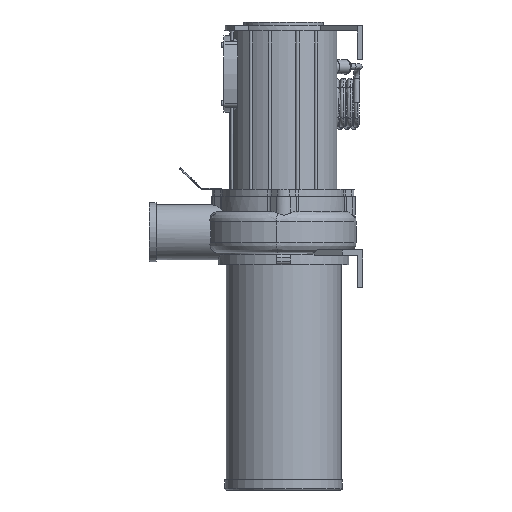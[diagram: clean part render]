
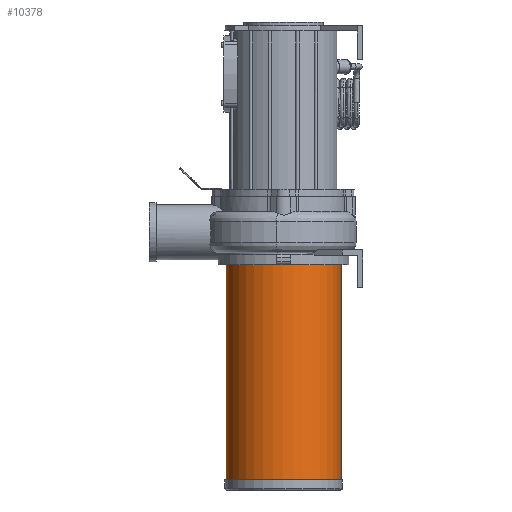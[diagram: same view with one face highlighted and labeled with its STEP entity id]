
A CAD part, left-side view. The second image highlights one B-rep face of the part: STEP entity #10378.
In plain terms, the highlighted cylindrical face has radius 83.5 mm (diameter 167 mm), a full revolution.
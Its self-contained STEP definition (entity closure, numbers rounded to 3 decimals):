
#666=CYLINDRICAL_SURFACE('',#11149,83.5);
#736=FACE_BOUND('',#1865,.T.);
#1224=FACE_OUTER_BOUND('',#1864,.T.);
#1864=EDGE_LOOP('',(#8826));
#1865=EDGE_LOOP('',(#8827));
#3766=CIRCLE('',#11144,83.5);
#3769=CIRCLE('',#11150,83.5);
#4700=VERTEX_POINT('',#18211);
#4703=VERTEX_POINT('',#18220);
#6091=EDGE_CURVE('',#4700,#4700,#3766,.T.);
#6094=EDGE_CURVE('',#4703,#4703,#3769,.T.);
#8826=ORIENTED_EDGE('',*,*,#6091,.T.);
#8827=ORIENTED_EDGE('',*,*,#6094,.F.);
#10378=ADVANCED_FACE('',(#1224,#736),#666,.T.);
#11144=AXIS2_PLACEMENT_3D('',#18212,#13365,#13366);
#11149=AXIS2_PLACEMENT_3D('',#18219,#13375,#13376);
#11150=AXIS2_PLACEMENT_3D('',#18221,#13377,#13378);
#13365=DIRECTION('center_axis',(0.,0.,-1.));
#13366=DIRECTION('ref_axis',(-1.,0.,0.));
#13375=DIRECTION('center_axis',(0.,0.,1.));
#13376=DIRECTION('ref_axis',(-1.,0.,0.));
#13377=DIRECTION('center_axis',(0.,0.,-1.));
#13378=DIRECTION('ref_axis',(-1.,0.,0.));
#18211=CARTESIAN_POINT('',(83.5,0.,312.));
#18212=CARTESIAN_POINT('Origin',(0.,0.,312.));
#18219=CARTESIAN_POINT('Origin',(0.,0.,0.));
#18220=CARTESIAN_POINT('',(83.5,0.,0.));
#18221=CARTESIAN_POINT('Origin',(0.,0.,0.));
